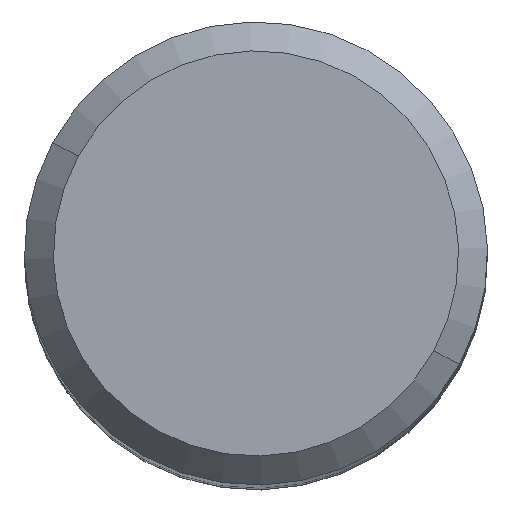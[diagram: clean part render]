
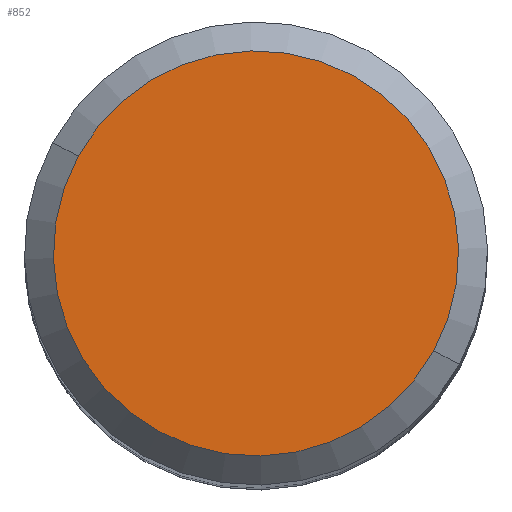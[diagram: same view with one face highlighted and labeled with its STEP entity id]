
A CAD part, top view. The second image highlights one B-rep face of the part: STEP entity #852.
In plain terms, the highlighted planar face has unit normal (0, 0, 1).
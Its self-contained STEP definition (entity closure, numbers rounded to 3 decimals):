
#809=CARTESIAN_POINT('Vertex',(-6.143,3.356,100.)) ;
#812=CARTESIAN_POINT('Axis2P3D Location',(0.,0.,100.)) ;
#816=CARTESIAN_POINT('Vertex',(6.143,-3.356,100.)) ;
#831=CARTESIAN_POINT('Axis2P3D Location',(0.,0.,100.)) ;
#843=CARTESIAN_POINT('Axis2P3D Location',(0.,0.,100.)) ;
#813=DIRECTION('Axis2P3D Direction',(0.,0.,-1.)) ;
#832=DIRECTION('Axis2P3D Direction',(0.,0.,-1.)) ;
#844=DIRECTION('Axis2P3D Direction',(0.,0.,-1.)) ;
#845=DIRECTION('Axis2P3D XDirection',(1.,0.,0.)) ;
#814=AXIS2_PLACEMENT_3D('Circle Axis2P3D',#812,#813,$) ;
#833=AXIS2_PLACEMENT_3D('Circle Axis2P3D',#831,#832,$) ;
#846=AXIS2_PLACEMENT_3D('Plane Axis2P3D',#843,#844,#845) ;
#849=ORIENTED_EDGE('',*,*,#818,.F.) ;
#850=ORIENTED_EDGE('',*,*,#835,.F.) ;
#852=ADVANCED_FACE('Hauptk\X2\00F6\X0\rper',(#851),#847,.F.) ;
#815=CIRCLE('generated circle',#814,7.) ;
#834=CIRCLE('generated circle',#833,7.) ;
#818=EDGE_CURVE('',#810,#817,#815,.T.) ;
#835=EDGE_CURVE('',#817,#810,#834,.T.) ;
#848=EDGE_LOOP('',(#849,#850)) ;
#851=FACE_OUTER_BOUND('',#848,.T.) ;
#847=PLANE('',#846) ;
#810=VERTEX_POINT('',#809) ;
#817=VERTEX_POINT('',#816) ;
